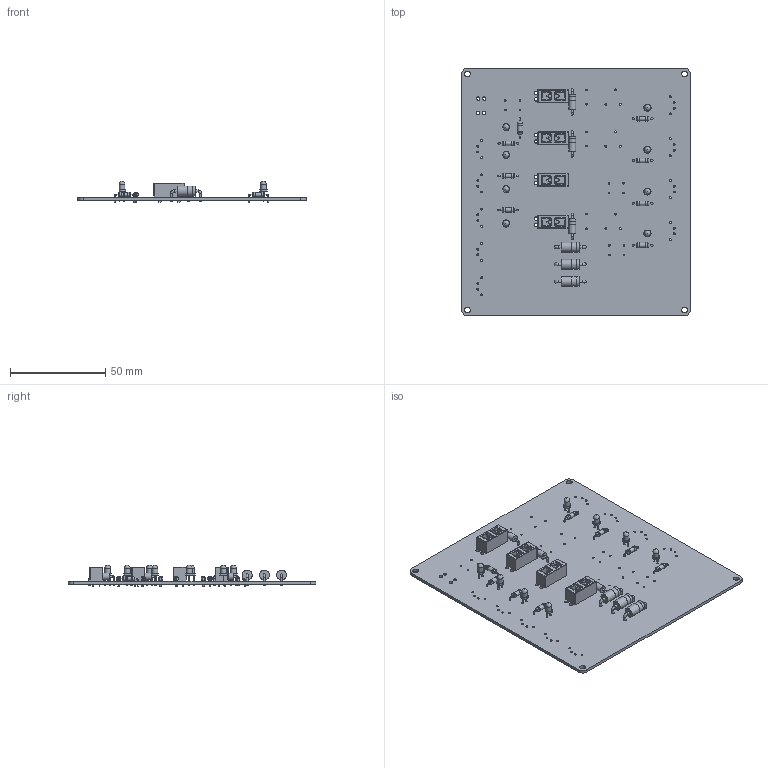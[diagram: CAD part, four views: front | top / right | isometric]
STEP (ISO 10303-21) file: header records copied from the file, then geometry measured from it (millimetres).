
FILE_DESCRIPTION(('KiCad electronic assembly'),'2;1');
FILE_NAME('Power-Secondary.step','2020-12-05T13:12:03',('An Author'),( 'A Company'),'Open CASCADE STEP processor 6.9', 'KiCad to STEP converter','Unknown');
FILE_SCHEMA(('AUTOMOTIVE_DESIGN { 1 0 10303 214 1 1 1 1 }'));
Length unit declared in the file: millimetre
Products named in the file (12): Open CASCADE STEP translator 6.9 1; LED_D3.0mm; SOLID; Fuseholder_Blade_Mini_Keystone_3568; D_DO-15_P12.70mm_Horizontal; D_DO-201AD_P15.24mm_Horizontal; R_Axial_DIN0207_L6.3mm_D2.5mm_P10.16mm_Horizontal; COMPOUND
Assembly tree (32 placements, depth 3):
  Open CASCADE STEP translator 6.9 1
    LED_D3.0mm  x8
      SOLID
    Fuseholder_Blade_Mini_Keystone_3568  x4
      SOLID
    D_DO-15_P12.70mm_Horizontal  x3
      SOLID
    D_DO-201AD_P15.24mm_Horizontal  x3
      SOLID
    R_Axial_DIN0207_L6.3mm_D2.5mm_P10.16mm_Horizontal  x8
      SOLID
    COMPOUND
Bounding box: 120 x 130 x 11.3 mm (x, y, z)
Volume: 28894.7 mm3; surface area: 38240.4 mm2
Topology: 27 solids, 27 shells, 1023 faces, 2651 edges, 1746 vertices
Faces by surface type: plane 578, cylinder 377, torus 44, sphere 24
Full cylindrical faces by diameter (mm): 0.6 x32, 0.76 x6, 0.8 x16, 0.813 x12, 0.9 x28, 1 x45, 1.2 x6, 1.3 x12, 1.6 x6, 1.78 x20, 2.25 x8, 2.5 x16, 3 x12, 3.6 x6, 3.62 x3, 5.2 x6, 5.22 x3
Entity records: 25731 total; most frequent: CARTESIAN_POINT 4618, DIRECTION 3829, LINE 1918, VECTOR 1918, ORIENTED_EDGE 1844, PCURVE 1840, DEFINITIONAL_REPRESENTATION 1840, EDGE_CURVE 920
